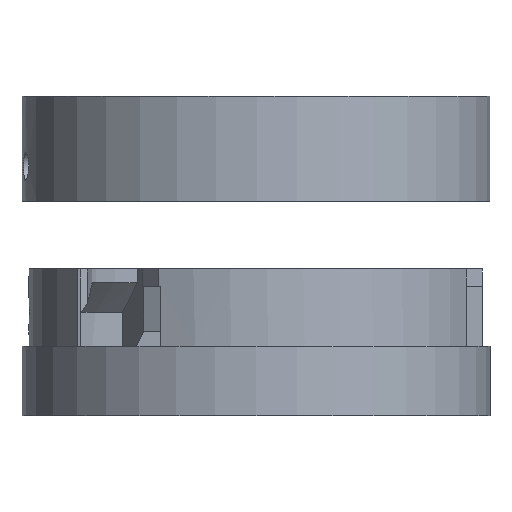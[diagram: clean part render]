
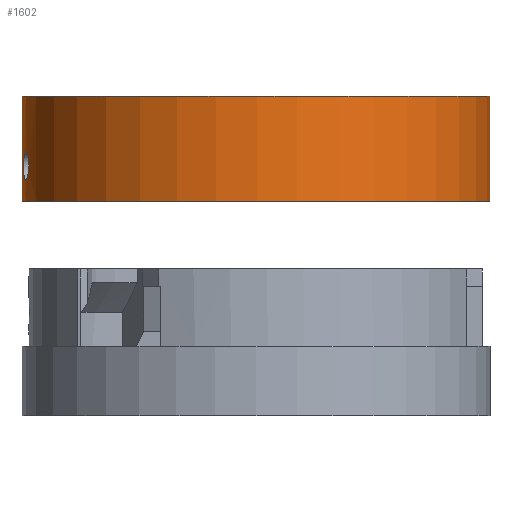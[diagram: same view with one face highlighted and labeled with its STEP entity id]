
A CAD part, front view. The second image highlights one B-rep face of the part: STEP entity #1602.
In plain terms, the highlighted cylindrical face has radius 33.5 mm (diameter 67 mm), a full revolution.
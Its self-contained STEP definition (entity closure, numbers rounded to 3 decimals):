
#62=FACE_BOUND('',#285,.T.);
#67=CIRCLE('',#1696,33.5);
#78=CIRCLE('',#1724,33.5);
#196=FACE_OUTER_BOUND('',#284,.T.);
#284=EDGE_LOOP('',(#1194,#1195,#1196,#1197));
#285=EDGE_LOOP('',(#1198,#1199,#1200));
#394=LINE('',#2474,#552);
#552=VECTOR('',#1948,33.5);
#668=B_SPLINE_CURVE_WITH_KNOTS('',3,(#2285,#2286,#2287,#2288,#2289,#2290,
#2291,#2292,#2293,#2294),.UNSPECIFIED.,.F.,.F.,(4,2,2,2,4),(0.301,
0.377,0.452,0.527,0.603),
 .UNSPECIFIED.);
#669=B_SPLINE_CURVE_WITH_KNOTS('',3,(#2296,#2297,#2298,#2299,#2300,#2301,
#2302,#2303,#2304,#2305,#2306,#2307,#2308,#2309,#2310,#2311,#2312,#2313,
#2314),.UNSPECIFIED.,.F.,.F.,(4,2,2,2,3,2,2,2,4),(0.904,0.98,
1.055,1.13,1.206,1.281,1.356,
1.432,1.507),.UNSPECIFIED.);
#670=B_SPLINE_CURVE_WITH_KNOTS('',3,(#2315,#2316,#2317,#2318,#2319,#2320,
#2321,#2322,#2323,#2324),.UNSPECIFIED.,.F.,.F.,(4,2,2,2,4),(0.603,
0.678,0.754,0.829,0.904),
 .UNSPECIFIED.);
#678=VERTEX_POINT('',#2283);
#679=VERTEX_POINT('',#2284);
#680=VERTEX_POINT('',#2295);
#690=VERTEX_POINT('',#2382);
#718=VERTEX_POINT('',#2471);
#840=EDGE_CURVE('',#678,#679,#668,.T.);
#841=EDGE_CURVE('',#680,#678,#669,.T.);
#842=EDGE_CURVE('',#679,#680,#670,.T.);
#854=EDGE_CURVE('',#690,#690,#67,.T.);
#898=EDGE_CURVE('',#718,#718,#78,.T.);
#899=EDGE_CURVE('',#718,#690,#394,.T.);
#1194=ORIENTED_EDGE('',*,*,#898,.F.);
#1195=ORIENTED_EDGE('',*,*,#899,.T.);
#1196=ORIENTED_EDGE('',*,*,#854,.T.);
#1197=ORIENTED_EDGE('',*,*,#899,.F.);
#1198=ORIENTED_EDGE('',*,*,#840,.T.);
#1199=ORIENTED_EDGE('',*,*,#842,.T.);
#1200=ORIENTED_EDGE('',*,*,#841,.T.);
#1566=CYLINDRICAL_SURFACE('',#1725,33.5);
#1602=ADVANCED_FACE('',(#196,#62),#1566,.T.);
#1696=AXIS2_PLACEMENT_3D('',#2383,#1855,#1856);
#1724=AXIS2_PLACEMENT_3D('',#2472,#1944,#1945);
#1725=AXIS2_PLACEMENT_3D('',#2473,#1946,#1947);
#1855=DIRECTION('center_axis',(0.,0.,1.));
#1856=DIRECTION('ref_axis',(-1.,0.,0.));
#1944=DIRECTION('center_axis',(0.,0.,1.));
#1945=DIRECTION('ref_axis',(-1.,0.,0.));
#1946=DIRECTION('center_axis',(0.,0.,1.));
#1947=DIRECTION('ref_axis',(-1.,0.,0.));
#1948=DIRECTION('',(0.,0.,-1.));
#2283=CARTESIAN_POINT('',(16.75,29.012,27.));
#2284=CARTESIAN_POINT('',(14.988,29.96,25.));
#2285=CARTESIAN_POINT('Ctrl Pts',(16.75,29.012,27.));
#2286=CARTESIAN_POINT('Ctrl Pts',(16.532,29.137,27.));
#2287=CARTESIAN_POINT('Ctrl Pts',(16.299,29.269,26.95));
#2288=CARTESIAN_POINT('Ctrl Pts',(15.867,29.505,26.746));
#2289=CARTESIAN_POINT('Ctrl Pts',(15.668,29.611,26.592));
#2290=CARTESIAN_POINT('Ctrl Pts',(15.353,29.775,26.237));
#2291=CARTESIAN_POINT('Ctrl Pts',(15.216,29.845,26.012));
#2292=CARTESIAN_POINT('Ctrl Pts',(15.033,29.938,25.519));
#2293=CARTESIAN_POINT('Ctrl Pts',(14.988,29.96,25.251));
#2294=CARTESIAN_POINT('Ctrl Pts',(14.988,29.96,25.));
#2295=CARTESIAN_POINT('',(16.75,29.012,23.));
#2296=CARTESIAN_POINT('Ctrl Pts',(16.75,29.012,23.));
#2297=CARTESIAN_POINT('Ctrl Pts',(16.968,28.886,23.));
#2298=CARTESIAN_POINT('Ctrl Pts',(17.198,28.75,23.05));
#2299=CARTESIAN_POINT('Ctrl Pts',(17.619,28.493,23.254));
#2300=CARTESIAN_POINT('Ctrl Pts',(17.81,28.374,23.408));
#2301=CARTESIAN_POINT('Ctrl Pts',(18.11,28.184,23.763));
#2302=CARTESIAN_POINT('Ctrl Pts',(18.239,28.1,23.988));
#2303=CARTESIAN_POINT('Ctrl Pts',(18.41,27.988,24.481));
#2304=CARTESIAN_POINT('Ctrl Pts',(18.452,27.96,24.749));
#2305=CARTESIAN_POINT('Ctrl Pts',(18.452,27.96,25.));
#2306=CARTESIAN_POINT('Ctrl Pts',(18.452,27.96,25.251));
#2307=CARTESIAN_POINT('Ctrl Pts',(18.41,27.988,25.519));
#2308=CARTESIAN_POINT('Ctrl Pts',(18.239,28.1,26.012));
#2309=CARTESIAN_POINT('Ctrl Pts',(18.11,28.184,26.237));
#2310=CARTESIAN_POINT('Ctrl Pts',(17.81,28.374,26.592));
#2311=CARTESIAN_POINT('Ctrl Pts',(17.619,28.493,26.746));
#2312=CARTESIAN_POINT('Ctrl Pts',(17.198,28.75,26.95));
#2313=CARTESIAN_POINT('Ctrl Pts',(16.968,28.886,27.));
#2314=CARTESIAN_POINT('Ctrl Pts',(16.75,29.012,27.));
#2315=CARTESIAN_POINT('Ctrl Pts',(14.988,29.96,25.));
#2316=CARTESIAN_POINT('Ctrl Pts',(14.988,29.96,24.749));
#2317=CARTESIAN_POINT('Ctrl Pts',(15.033,29.938,24.481));
#2318=CARTESIAN_POINT('Ctrl Pts',(15.216,29.845,23.988));
#2319=CARTESIAN_POINT('Ctrl Pts',(15.353,29.775,23.763));
#2320=CARTESIAN_POINT('Ctrl Pts',(15.668,29.611,23.408));
#2321=CARTESIAN_POINT('Ctrl Pts',(15.867,29.505,23.254));
#2322=CARTESIAN_POINT('Ctrl Pts',(16.299,29.269,23.05));
#2323=CARTESIAN_POINT('Ctrl Pts',(16.532,29.137,23.));
#2324=CARTESIAN_POINT('Ctrl Pts',(16.75,29.012,23.));
#2382=CARTESIAN_POINT('',(33.5,0.,20.));
#2383=CARTESIAN_POINT('Origin',(0.,0.,
20.));
#2471=CARTESIAN_POINT('',(33.5,0.,35.));
#2472=CARTESIAN_POINT('Origin',(0.,0.,35.));
#2473=CARTESIAN_POINT('Origin',(0.,0.,
20.));
#2474=CARTESIAN_POINT('',(33.5,0.,20.));
